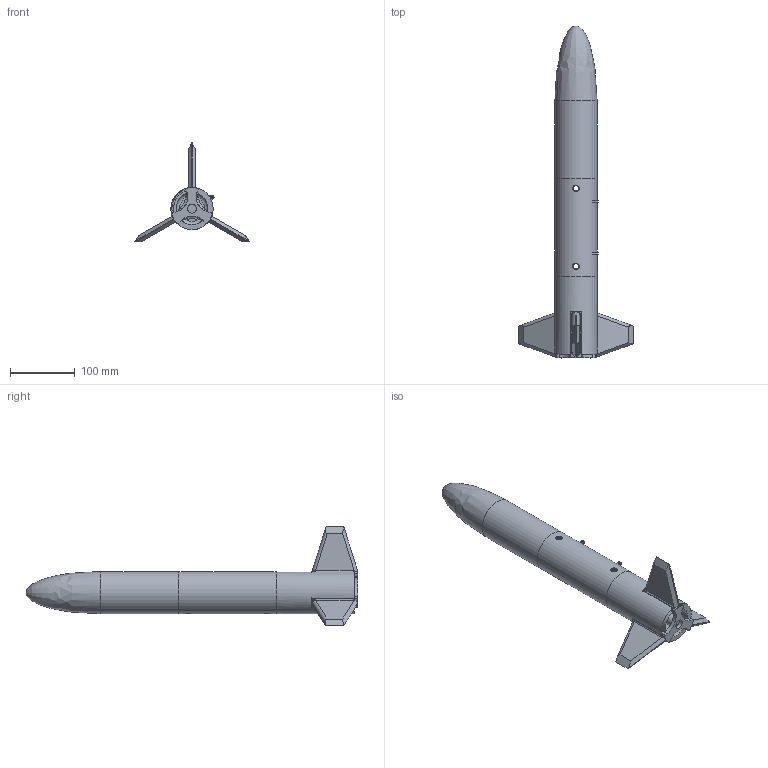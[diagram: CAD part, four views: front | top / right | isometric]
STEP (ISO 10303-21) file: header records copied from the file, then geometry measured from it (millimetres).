
FILE_DESCRIPTION(/* description */ (''),/* implementation_level */ '2;1');
FILE_NAME(/* name */ 'Assembly v19.step',/* time_stamp */ '2023-09-28T22:46:16-04:00',/* author */ (''),/* organization */ (''),/* preprocessor_version */ 'ST-DEVELOPER v20',/* originating_system */ 'Autodesk Translation Framework v12.14.0.127',/* authorisation */ '');
FILE_SCHEMA (('AUTOMOTIVE_DESIGN { 1 0 10303 214 3 1 1 }'));
Length unit declared in the file: millimetre
Products named in the file (8): Assembly; NoseCone; UpperBody; MidBody; Estes_C6-5_Motor; LowerBodyC; UpperBody v13; DownHolderC
Assembly tree (7 placements, depth 3):
  Assembly
    NoseCone
    UpperBody
    MidBody
    Estes_C6-5_Motor
    LowerBodyC
      UpperBody v13
    DownHolderC
Bounding box: 177.54 x 511 x 153.75 mm (x, y, z)
Volume: 542633.3 mm3; surface area: 262037.5 mm2
Topology: 6 solids, 6 shells, 294 faces, 786 edges, 499 vertices
Faces by surface type: cylinder 130, plane 80, torus 45, bspline 34, cone 5
Full cylindrical faces by diameter (mm): 3.175 x2, 8.526 x8, 9 x1, 10 x5, 10.198 x8, 12.5 x1, 14 x1, 17.9 x1, 18 x1, 51 x1, 54.9 x2, 55 x1, 56.9 x2, 57 x3, 65 x3
Entity records: 14551 total; most frequent: CARTESIAN_POINT 7239, ORIENTED_EDGE 1540, DIRECTION 1437, EDGE_CURVE 770, AXIS2_PLACEMENT_3D 599, VERTEX_POINT 499, EDGE_LOOP 337, FACE_OUTER_BOUND 294
